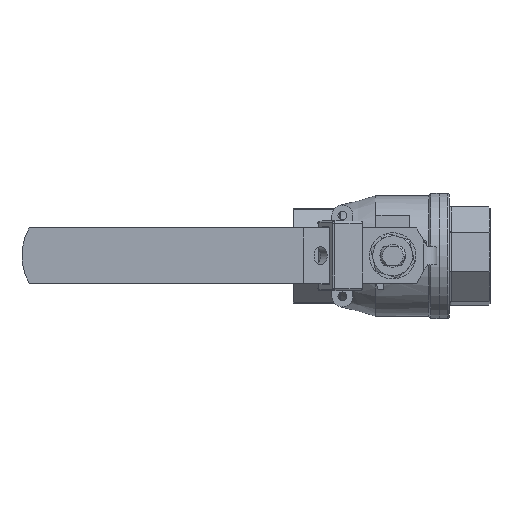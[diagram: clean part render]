
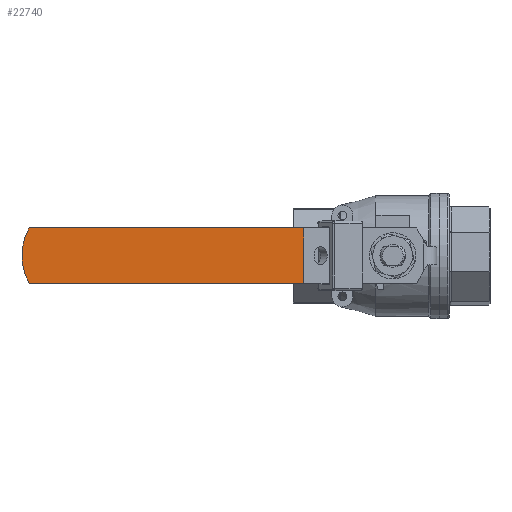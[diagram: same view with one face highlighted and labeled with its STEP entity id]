
A CAD part, top view. The second image highlights one B-rep face of the part: STEP entity #22740.
In plain terms, the highlighted face is planar.
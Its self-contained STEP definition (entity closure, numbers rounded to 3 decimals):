
#22311=CARTESIAN_POINT('',(-12.,-27.5,38.343));
#22312=VERTEX_POINT('',#22311);
#22327=CARTESIAN_POINT('',(12.,-27.5,38.343));
#22328=VERTEX_POINT('',#22327);
#22335=CARTESIAN_POINT('',(12.,-27.5,38.343));
#22336=DIRECTION('',(-1.0,0.0,0.0));
#22337=VECTOR('',#22336,24.);
#22338=LINE('',#22335,#22337);
#22339=EDGE_CURVE('',#22328,#22312,#22338,.T.);
#22709=CARTESIAN_POINT('',(12.,-27.5,-82.8));
#22710=DIRECTION('',(0.0,-1.0,0.0));
#22711=DIRECTION('',(0.0,0.0,-1.0));
#22712=AXIS2_PLACEMENT_3D('',#22709,#22710,#22711);
#22713=PLANE('',#22712);
#22714=CARTESIAN_POINT('',(-12.,-27.5,156.932));
#22715=VERTEX_POINT('',#22714);
#22716=CARTESIAN_POINT('',(12.,-27.5,156.932));
#22717=VERTEX_POINT('',#22716);
#22718=CARTESIAN_POINT('',(0.0,-27.5,135.0));
#22719=DIRECTION('',(0.0,1.0,0.0));
#22720=DIRECTION('',(0.0,0.0,1.0));
#22721=AXIS2_PLACEMENT_3D('',#22718,#22719,#22720);
#22722=CIRCLE('',#22721,25.);
#22723=EDGE_CURVE('',#22715,#22717,#22722,.T.);
#22724=ORIENTED_EDGE('',*,*,#22723,.F.);
#22725=CARTESIAN_POINT('',(-12.,-27.5,38.343));
#22726=DIRECTION('',(0.0,0.0,1.0));
#22727=VECTOR('',#22726,118.589);
#22728=LINE('',#22725,#22727);
#22729=EDGE_CURVE('',#22312,#22715,#22728,.T.);
#22730=ORIENTED_EDGE('',*,*,#22729,.F.);
#22731=ORIENTED_EDGE('',*,*,#22339,.F.);
#22732=CARTESIAN_POINT('',(12.,-27.5,38.343));
#22733=DIRECTION('',(0.0,0.0,1.0));
#22734=VECTOR('',#22733,118.589);
#22735=LINE('',#22732,#22734);
#22736=EDGE_CURVE('',#22328,#22717,#22735,.T.);
#22737=ORIENTED_EDGE('',*,*,#22736,.T.);
#22738=EDGE_LOOP('',(#22724,#22730,#22731,#22737));
#22739=FACE_OUTER_BOUND('',#22738,.T.);
#22740=ADVANCED_FACE('',(#22739),#22713,.T.);
